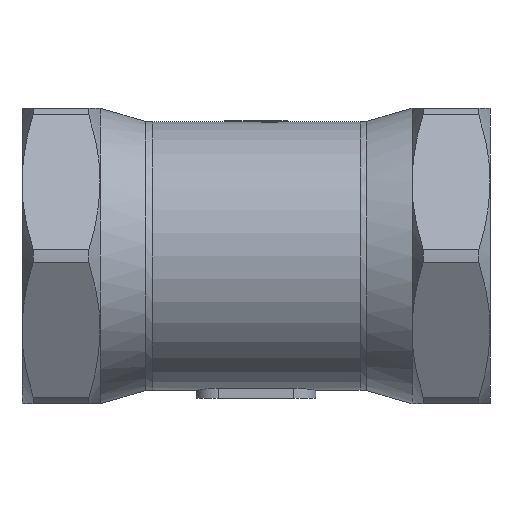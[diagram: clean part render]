
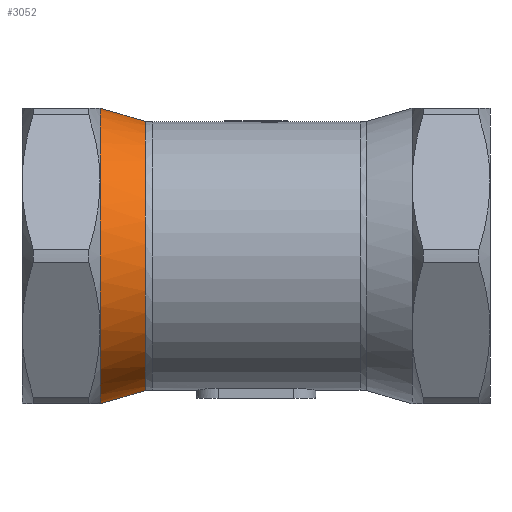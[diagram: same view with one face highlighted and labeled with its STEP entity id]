
A CAD part, front view. The second image highlights one B-rep face of the part: STEP entity #3052.
In plain terms, the highlighted conical face has half-angle 15.595 degrees and reference radius 25.984 mm.
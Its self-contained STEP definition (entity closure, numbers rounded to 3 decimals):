
#598=CIRCLE('',#3320,28.4);
#599=CIRCLE('',#3322,28.4);
#600=CIRCLE('',#3324,28.4);
#601=CIRCLE('',#3326,28.4);
#602=CIRCLE('',#3328,28.4);
#604=CIRCLE('',#3331,28.4);
#615=CIRCLE('',#3361,28.4);
#619=CIRCLE('',#3370,74156.852);
#621=CIRCLE('',#3374,74156.852);
#631=CIRCLE('',#3395,25.984);
#1352=ORIENTED_EDGE('',*,*,#1927,.T.);
#1353=ORIENTED_EDGE('',*,*,#1929,.F.);
#1354=ORIENTED_EDGE('',*,*,#1898,.T.);
#1355=ORIENTED_EDGE('',*,*,#1850,.F.);
#1356=ORIENTED_EDGE('',*,*,#1852,.F.);
#1357=ORIENTED_EDGE('',*,*,#1849,.F.);
#1358=ORIENTED_EDGE('',*,*,#1848,.F.);
#1359=ORIENTED_EDGE('',*,*,#1847,.F.);
#1360=ORIENTED_EDGE('',*,*,#1846,.F.);
#1361=ORIENTED_EDGE('',*,*,#1887,.F.);
#1362=ORIENTED_EDGE('',*,*,#1894,.F.);
#1363=ORIENTED_EDGE('',*,*,#1930,.F.);
#1846=EDGE_CURVE('',#2210,#2211,#598,.T.);
#1847=EDGE_CURVE('',#2211,#2212,#599,.T.);
#1848=EDGE_CURVE('',#2212,#2213,#600,.T.);
#1849=EDGE_CURVE('',#2213,#2214,#601,.T.);
#1850=EDGE_CURVE('',#2216,#2217,#602,.T.);
#1852=EDGE_CURVE('',#2214,#2216,#604,.T.);
#1887=EDGE_CURVE('',#2225,#2210,#615,.T.);
#1894=EDGE_CURVE('',#2228,#2225,#619,.T.);
#1898=EDGE_CURVE('',#2231,#2217,#621,.T.);
#1927=EDGE_CURVE('',#2245,#2244,#631,.T.);
#1929=EDGE_CURVE('',#2231,#2244,#2397,.T.);
#1930=EDGE_CURVE('',#2245,#2228,#2398,.T.);
#2210=VERTEX_POINT('',#6671);
#2211=VERTEX_POINT('',#6681);
#2212=VERTEX_POINT('',#6691);
#2213=VERTEX_POINT('',#6701);
#2214=VERTEX_POINT('',#6711);
#2216=VERTEX_POINT('',#6722);
#2217=VERTEX_POINT('',#6738);
#2225=VERTEX_POINT('',#6874);
#2228=VERTEX_POINT('',#6892);
#2231=VERTEX_POINT('',#6902);
#2244=VERTEX_POINT('',#7044);
#2245=VERTEX_POINT('',#7046);
#2397=B_SPLINE_CURVE_WITH_KNOTS('',3,(#7052,#7053,#7054,#7055,#7056),
 .UNSPECIFIED.,.F.,.F.,(4,1,4),(0.,0.005,
0.01),.UNSPECIFIED.);
#2398=B_SPLINE_CURVE_WITH_KNOTS('',3,(#7057,#7058,#7059,#7060,#7061),
 .UNSPECIFIED.,.F.,.F.,(4,1,4),(0.,0.005,
0.01),.UNSPECIFIED.);
#2586=EDGE_LOOP('',(#1352,#1353,#1354,#1355,#1356,#1357,#1358,#1359,#1360,
#1361,#1362,#1363));
#2805=FACE_BOUND('',#2586,.T.);
#2892=CONICAL_SURFACE('',#3396,25.984,0.272);
#3052=ADVANCED_FACE('',(#2805),#2892,.T.);
#3320=AXIS2_PLACEMENT_3D('',#6729,#3978,#3979);
#3322=AXIS2_PLACEMENT_3D('',#6731,#3982,#3983);
#3324=AXIS2_PLACEMENT_3D('',#6733,#3986,#3987);
#3326=AXIS2_PLACEMENT_3D('',#6735,#3990,#3991);
#3328=AXIS2_PLACEMENT_3D('',#6737,#3994,#3995);
#3331=AXIS2_PLACEMENT_3D('',#6741,#4000,#4001);
#3361=AXIS2_PLACEMENT_3D('',#6875,#4060,#4061);
#3370=AXIS2_PLACEMENT_3D('',#6894,#4080,#4081);
#3374=AXIS2_PLACEMENT_3D('',#6901,#4090,#4091);
#3395=AXIS2_PLACEMENT_3D('',#7045,#4142,#4143);
#3396=AXIS2_PLACEMENT_3D('',#7051,#4144,#4145);
#3978=DIRECTION('',(-1.,0.,0.));
#3979=DIRECTION('',(0.,0.,1.));
#3982=DIRECTION('',(-1.,0.,0.));
#3983=DIRECTION('',(0.,0.,1.));
#3986=DIRECTION('',(-1.,0.,0.));
#3987=DIRECTION('',(0.,0.,1.));
#3990=DIRECTION('',(-1.,0.,0.));
#3991=DIRECTION('',(0.,0.,1.));
#3994=DIRECTION('',(-1.,0.,0.));
#3995=DIRECTION('',(0.,0.,1.));
#4000=DIRECTION('',(-1.,0.,0.));
#4001=DIRECTION('',(0.,0.,1.));
#4060=DIRECTION('',(-1.,0.,0.));
#4061=DIRECTION('',(0.,0.,1.));
#4080=DIRECTION('',(0.,0.,1.));
#4081=DIRECTION('',(0.27,0.963,0.));
#4090=DIRECTION('',(0.,0.,1.));
#4091=DIRECTION('',(0.27,0.963,0.));
#4142=DIRECTION('',(-1.,0.,0.));
#4143=DIRECTION('',(0.,0.,1.));
#4144=DIRECTION('',(-1.,0.,0.));
#4145=DIRECTION('',(0.,0.,1.));
#6671=CARTESIAN_POINT('',(-30.,24.595,-14.2));
#6681=CARTESIAN_POINT('',(-30.,0.,-28.4));
#6691=CARTESIAN_POINT('',(-30.,-24.595,-14.2));
#6701=CARTESIAN_POINT('',(-30.,-24.595,14.2));
#6711=CARTESIAN_POINT('',(-30.,0.,28.4));
#6722=CARTESIAN_POINT('',(-30.,24.595,14.2));
#6729=CARTESIAN_POINT('',(-30.,0.,0.));
#6731=CARTESIAN_POINT('',(-30.,0.,0.));
#6733=CARTESIAN_POINT('',(-30.,0.,0.));
#6735=CARTESIAN_POINT('',(-30.,0.,0.));
#6737=CARTESIAN_POINT('',(-30.,0.,0.));
#6738=CARTESIAN_POINT('',(-30.,28.329,2.));
#6741=CARTESIAN_POINT('',(-30.,0.,0.));
#6874=CARTESIAN_POINT('',(-30.,28.329,-2.));
#6875=CARTESIAN_POINT('',(-30.,0.,0.));
#6892=CARTESIAN_POINT('',(-23.917,26.627,-2.));
#6894=CARTESIAN_POINT('',(-20011.898,-71385.692,-2.));
#6901=CARTESIAN_POINT('',(-20011.898,-71385.692,2.));
#6902=CARTESIAN_POINT('',(-23.917,26.627,2.));
#7044=CARTESIAN_POINT('',(-21.344,23.553,10.974));
#7045=CARTESIAN_POINT('',(-21.344,0.,0.));
#7046=CARTESIAN_POINT('',(-21.344,23.553,-10.974));
#7051=CARTESIAN_POINT('',(-21.344,0.,0.));
#7052=CARTESIAN_POINT('',(-23.917,26.627,2.));
#7053=CARTESIAN_POINT('',(-23.778,26.463,3.661));
#7054=CARTESIAN_POINT('',(-23.17,25.747,6.826));
#7055=CARTESIAN_POINT('',(-22.012,24.364,9.675));
#7056=CARTESIAN_POINT('',(-21.344,23.553,10.974));
#7057=CARTESIAN_POINT('',(-21.344,23.553,-10.974));
#7058=CARTESIAN_POINT('',(-22.011,24.363,-9.677));
#7059=CARTESIAN_POINT('',(-23.152,25.726,-6.887));
#7060=CARTESIAN_POINT('',(-23.778,26.464,-3.659));
#7061=CARTESIAN_POINT('',(-23.917,26.627,-2.));
